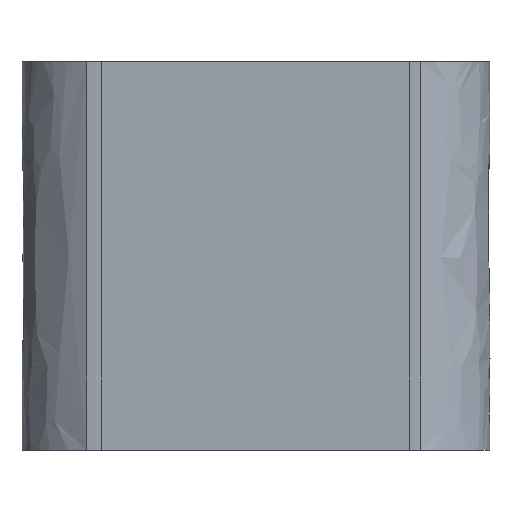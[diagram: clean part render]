
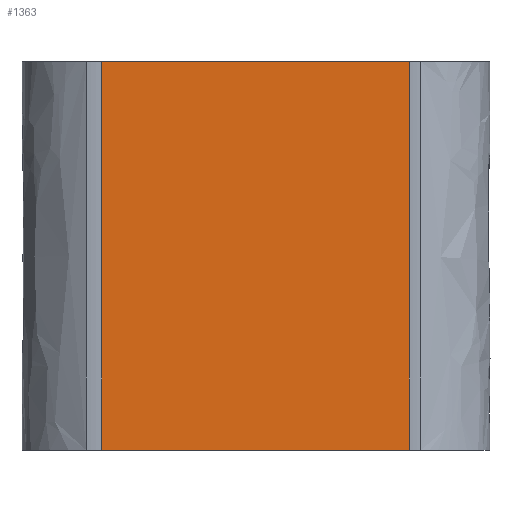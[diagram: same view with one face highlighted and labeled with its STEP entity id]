
A CAD part, top view. The second image highlights one B-rep face of the part: STEP entity #1363.
In plain terms, the highlighted planar face has unit normal (0, 0, 1).
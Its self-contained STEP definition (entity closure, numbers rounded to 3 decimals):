
#226=FACE_OUTER_BOUND('',#303,.T.);
#303=EDGE_LOOP('',(#1254,#1255,#1256,#1257));
#370=LINE('',#4655,#466);
#401=LINE('',#7308,#497);
#413=LINE('',#9180,#509);
#414=LINE('',#9182,#510);
#466=VECTOR('',#1577,10.);
#497=VECTOR('',#1624,10.);
#509=VECTOR('',#1656,10.);
#510=VECTOR('',#1659,10.);
#601=VERTEX_POINT('',#4652);
#602=VERTEX_POINT('',#4654);
#637=VERTEX_POINT('',#7305);
#638=VERTEX_POINT('',#7307);
#773=EDGE_CURVE('',#601,#602,#370,.F.);
#824=EDGE_CURVE('',#637,#638,#401,.F.);
#848=EDGE_CURVE('',#601,#638,#413,.T.);
#849=EDGE_CURVE('',#602,#637,#414,.T.);
#1254=ORIENTED_EDGE('',*,*,#824,.F.);
#1255=ORIENTED_EDGE('',*,*,#849,.F.);
#1256=ORIENTED_EDGE('',*,*,#773,.F.);
#1257=ORIENTED_EDGE('',*,*,#848,.T.);
#1289=PLANE('',#1439);
#1363=ADVANCED_FACE('',(#226),#1289,.F.);
#1439=AXIS2_PLACEMENT_3D('',#9183,#1660,#1661);
#1577=DIRECTION('',(-1.,0.,0.));
#1624=DIRECTION('',(1.,0.,0.));
#1656=DIRECTION('',(0.,-1.,0.));
#1659=DIRECTION('',(0.,-1.,0.));
#1660=DIRECTION('center_axis',(0.,0.,-1.));
#1661=DIRECTION('ref_axis',(1.,0.,0.));
#4652=CARTESIAN_POINT('',(-33.14,42.997,154.481));
#4654=CARTESIAN_POINT('',(35.14,42.997,154.481));
#4655=CARTESIAN_POINT('',(7.413,42.997,154.481));
#7305=CARTESIAN_POINT('',(35.14,-43.181,154.481));
#7307=CARTESIAN_POINT('',(-33.14,-43.181,154.481));
#7308=CARTESIAN_POINT('',(-40.64,-43.181,154.481));
#9180=CARTESIAN_POINT('',(-33.14,52.997,154.481));
#9182=CARTESIAN_POINT('',(35.14,52.997,154.481));
#9183=CARTESIAN_POINT('Origin',(-33.14,52.997,154.481));
